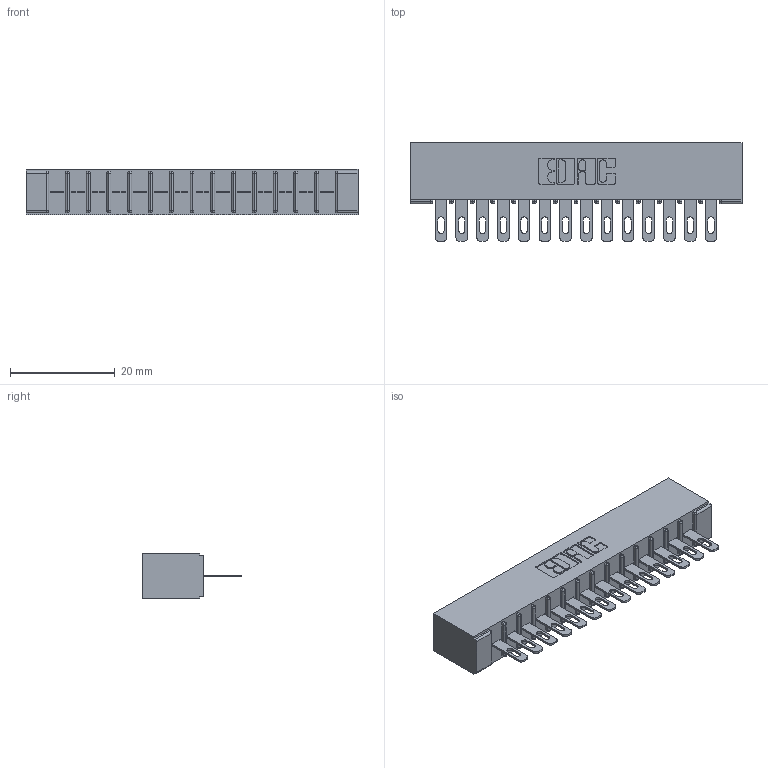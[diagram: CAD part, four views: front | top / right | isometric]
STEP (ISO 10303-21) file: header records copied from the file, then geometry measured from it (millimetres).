
FILE_DESCRIPTION (( 'STEP AP203' ), '1' );
FILE_NAME ('306-014-500-101.STEP', '2019-09-11T19:45:24', ( '' ), ( '' ), 'SwSTEP 2.0', 'SolidWorks 2016', '' );
FILE_SCHEMA (( 'CONFIG_CONTROL_DESIGN' ));
Length unit declared in the file: inch
Products named in the file (3): 306-290-001_100; 306 Part_No Mounting; 306-014-500-101
Assembly tree (15 placements, depth 2):
  306-014-500-101
    306 Part_No Mounting
    306-290-001_100  x14
Bounding box: 63.35 x 18.87 x 8.71 mm (x, y, z)
Volume: 4614.9 mm3; surface area: 7061.7 mm2
Topology: 15 solids, 15 shells, 1172 faces, 3302 edges, 2124 vertices
Faces by surface type: plane 764, cylinder 352, sphere 56
Entity records: 16569 total; most frequent: CARTESIAN_POINT 2777, ORIENTED_EDGE 2748, DIRECTION 2742, EDGE_CURVE 1374, LINE 1060, VECTOR 1060, VERTEX_POINT 876, AXIS2_PLACEMENT_3D 841
